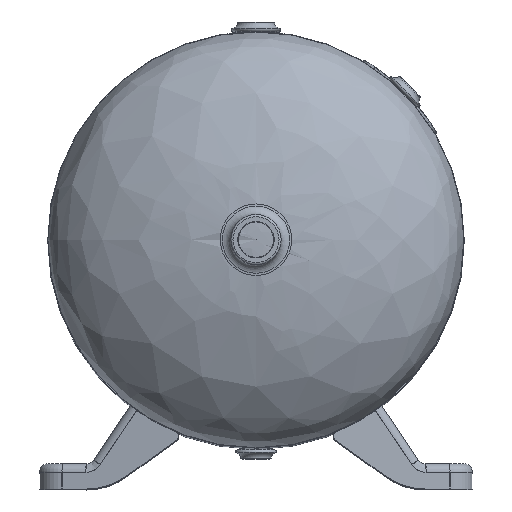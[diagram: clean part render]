
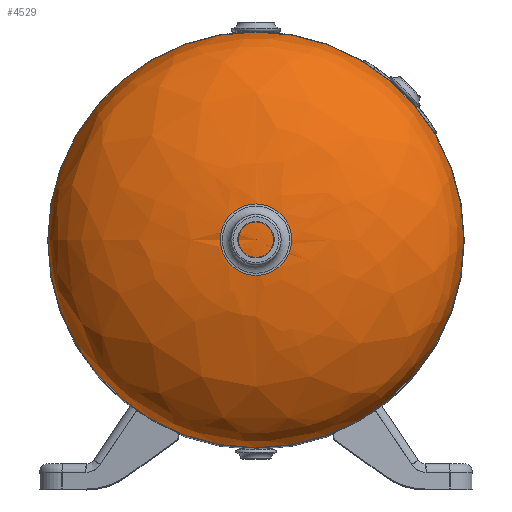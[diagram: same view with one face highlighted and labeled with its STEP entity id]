
A CAD part, top view. The second image highlights one B-rep face of the part: STEP entity #4529.
In plain terms, the highlighted free-form (B-spline) face has degree [2, 2] with [3, 9] control points.
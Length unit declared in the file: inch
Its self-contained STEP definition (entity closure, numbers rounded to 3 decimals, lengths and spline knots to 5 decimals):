
#107=ELLIPSE('',#4921,6.,3.0495);
#185=(
BOUNDED_SURFACE()
B_SPLINE_SURFACE(2,2,((#7148,#7149,#7150,#7151,#7152,#7153,#7154,#7155,
#7156),(#7157,#7158,#7159,#7160,#7161,#7162,#7163,#7164,#7165),(#7166,#7167,
#7168,#7169,#7170,#7171,#7172,#7173,#7174)),.UNSPECIFIED.,.F.,.T.,.F.)
B_SPLINE_SURFACE_WITH_KNOTS((3,3),(3,2,2,2,3),(0.,1.5708),(0.,
1.5708,3.14159,4.71239,6.28319),
 .UNSPECIFIED.)
GEOMETRIC_REPRESENTATION_ITEM()
RATIONAL_B_SPLINE_SURFACE(((1.,0.707,1.,0.707,1.,
0.707,1.,0.707,1.),(0.707,0.5,0.707,
0.5,0.707,0.5,0.707,0.5,0.707),(1.,
0.707,1.,0.707,1.,0.707,1.,0.707,
1.)))
REPRESENTATION_ITEM('')
SURFACE()
);
#1221=FACE_OUTER_BOUND('',#1526,.T.);
#1526=EDGE_LOOP('',(#3278,#3279,#3280));
#1850=CIRCLE('',#4916,6.);
#2110=VERTEX_POINT('',#7140);
#2113=VERTEX_POINT('',#7175);
#2571=EDGE_CURVE('',#2110,#2110,#1850,.T.);
#2574=EDGE_CURVE('',#2113,#2110,#107,.T.);
#3278=ORIENTED_EDGE('',*,*,#2574,.T.);
#3279=ORIENTED_EDGE('',*,*,#2571,.F.);
#3280=ORIENTED_EDGE('',*,*,#2574,.F.);
#4529=ADVANCED_FACE('',(#1221),#185,.T.);
#4916=AXIS2_PLACEMENT_3D('',#7141,#5472,#5473);
#4921=AXIS2_PLACEMENT_3D('',#7176,#5482,#5483);
#5472=DIRECTION('center_axis',(0.,-1.,0.));
#5473=DIRECTION('ref_axis',(1.,0.,0.));
#5482=DIRECTION('center_axis',(0.,0.,-1.));
#5483=DIRECTION('ref_axis',(1.,0.,0.));
#7140=CARTESIAN_POINT('',(6.,0.,0.));
#7141=CARTESIAN_POINT('Origin',(0.,0.,0.));
#7148=CARTESIAN_POINT('Ctrl Pts',(6.,0.,0.));
#7149=CARTESIAN_POINT('Ctrl Pts',(6.,0.,6.));
#7150=CARTESIAN_POINT('Ctrl Pts',(0.,0.,6.));
#7151=CARTESIAN_POINT('Ctrl Pts',(-6.,0.,6.));
#7152=CARTESIAN_POINT('Ctrl Pts',(-6.,0.,0.));
#7153=CARTESIAN_POINT('Ctrl Pts',(-6.,0.,-6.));
#7154=CARTESIAN_POINT('Ctrl Pts',(0.,0.,-6.));
#7155=CARTESIAN_POINT('Ctrl Pts',(6.,0.,-6.));
#7156=CARTESIAN_POINT('Ctrl Pts',(6.,0.,0.));
#7157=CARTESIAN_POINT('Ctrl Pts',(6.,3.0495,0.));
#7158=CARTESIAN_POINT('Ctrl Pts',(6.,3.0495,6.));
#7159=CARTESIAN_POINT('Ctrl Pts',(0.,3.0495,6.));
#7160=CARTESIAN_POINT('Ctrl Pts',(-6.,3.0495,6.));
#7161=CARTESIAN_POINT('Ctrl Pts',(-6.,3.0495,0.));
#7162=CARTESIAN_POINT('Ctrl Pts',(-6.,3.0495,-6.));
#7163=CARTESIAN_POINT('Ctrl Pts',(0.,3.0495,-6.));
#7164=CARTESIAN_POINT('Ctrl Pts',(6.,3.0495,-6.));
#7165=CARTESIAN_POINT('Ctrl Pts',(6.,3.0495,0.));
#7166=CARTESIAN_POINT('Ctrl Pts',(0.,3.0495,0.));
#7167=CARTESIAN_POINT('Ctrl Pts',(0.,3.0495,0.));
#7168=CARTESIAN_POINT('Ctrl Pts',(0.,3.0495,0.));
#7169=CARTESIAN_POINT('Ctrl Pts',(0.,3.0495,0.));
#7170=CARTESIAN_POINT('Ctrl Pts',(0.,3.0495,0.));
#7171=CARTESIAN_POINT('Ctrl Pts',(0.,3.0495,0.));
#7172=CARTESIAN_POINT('Ctrl Pts',(0.,3.0495,0.));
#7173=CARTESIAN_POINT('Ctrl Pts',(0.,3.0495,0.));
#7174=CARTESIAN_POINT('Ctrl Pts',(0.,3.0495,0.));
#7175=CARTESIAN_POINT('',(0.,3.0495,0.));
#7176=CARTESIAN_POINT('Origin',(0.,0.,0.));
